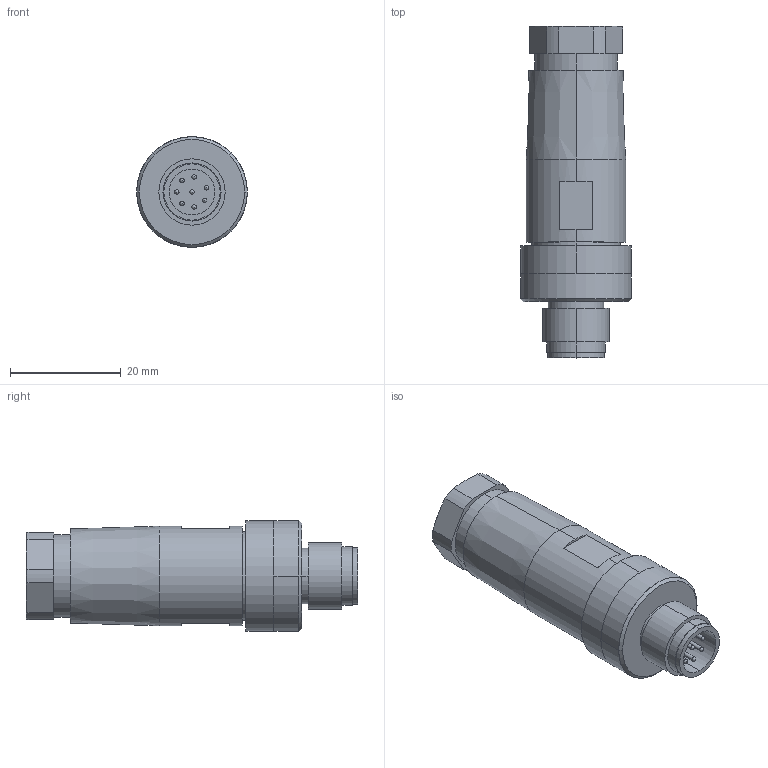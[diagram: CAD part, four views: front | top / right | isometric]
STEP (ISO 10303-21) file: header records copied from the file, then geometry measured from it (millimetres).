
FILE_DESCRIPTION (( 'STEP AP214' ), '1' );
FILE_NAME ('7000-17301-0000000.step', '2016-05-09T18:40:51', ( '' ), ( '' ), 'SwSTEP 2.0', 'SolidWorks 2015', '' );
FILE_SCHEMA (( 'AUTOMOTIVE_DESIGN' ));
Length unit declared in the file: millimetre
Products named in the file (1): 7000-17301-0000000
Bounding box: 20.05 x 60 x 20.05 mm (x, y, z)
Volume: 12373.9 mm3; surface area: 5272.9 mm2
Topology: 1 solids, 1 shells, 96 faces, 224 edges, 144 vertices
Faces by surface type: cylinder 48, plane 30, cone 10, sphere 8
Entity records: 2686 total; most frequent: DIRECTION 506, CARTESIAN_POINT 465, ORIENTED_EDGE 416, AXIS2_PLACEMENT_3D 213, EDGE_CURVE 208, VERTEX_POINT 136, EDGE_LOOP 118, CIRCLE 116
